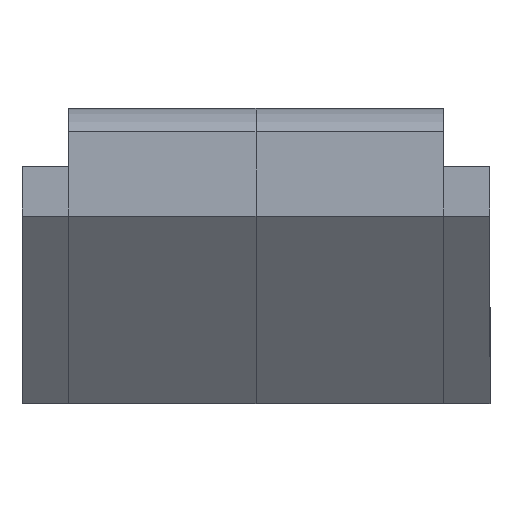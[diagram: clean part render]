
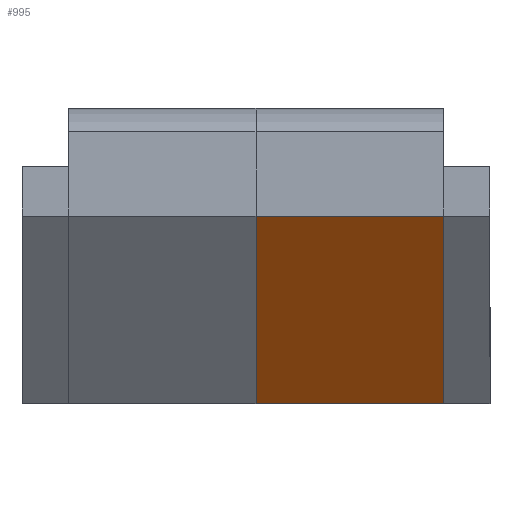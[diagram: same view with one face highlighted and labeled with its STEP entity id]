
A CAD part, left-side view. The second image highlights one B-rep face of the part: STEP entity #995.
In plain terms, the highlighted planar face has unit normal (-0.342, 0, -0.94).
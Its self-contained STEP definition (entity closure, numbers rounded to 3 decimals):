
#202 = PLANE('',#203);
#203 = AXIS2_PLACEMENT_3D('',#204,#205,#206);
#204 = CARTESIAN_POINT('',(-15.,0.,0.));
#205 = DIRECTION('',(1.,0.,0.));
#206 = DIRECTION('',(0.,0.,-1.));
#256 = PLANE('',#257);
#257 = AXIS2_PLACEMENT_3D('',#258,#259,#260);
#258 = CARTESIAN_POINT('',(-12.,-4.,0.));
#259 = DIRECTION('',(0.,1.,0.));
#260 = DIRECTION('',(0.,0.,1.));
#410 = VERTEX_POINT('',#411);
#411 = CARTESIAN_POINT('',(-15.,-4.,-1.8));
#432 = EDGE_CURVE('',#433,#410,#435,.T.);
#433 = VERTEX_POINT('',#434);
#434 = CARTESIAN_POINT('',(-15.,0.,-1.8));
#435 = SURFACE_CURVE('',#436,(#440,#447),.PCURVE_S1.);
#436 = LINE('',#437,#438);
#437 = CARTESIAN_POINT('',(-15.,0.,-1.8));
#438 = VECTOR('',#439,1.);
#439 = DIRECTION('',(0.,-1.,0.));
#440 = PCURVE('',#202,#441);
#441 = DEFINITIONAL_REPRESENTATION('',(#442),#446);
#442 = LINE('',#443,#444);
#443 = CARTESIAN_POINT('',(1.8,0.));
#444 = VECTOR('',#445,1.);
#445 = DIRECTION('',(0.,-1.));
#446 = ( GEOMETRIC_REPRESENTATION_CONTEXT(2) 
PARAMETRIC_REPRESENTATION_CONTEXT() REPRESENTATION_CONTEXT('2D SPACE',''
  ) );
#447 = PCURVE('',#448,#453);
#448 = PLANE('',#449);
#449 = AXIS2_PLACEMENT_3D('',#450,#451,#452);
#450 = CARTESIAN_POINT('',(-15.,0.,-1.8));
#451 = DIRECTION('',(0.342,0.,0.94));
#452 = DIRECTION('',(0.94,0.,-0.342)
  );
#453 = DEFINITIONAL_REPRESENTATION('',(#454),#458);
#454 = LINE('',#455,#456);
#455 = CARTESIAN_POINT('',(0.,0.));
#456 = VECTOR('',#457,1.);
#457 = DIRECTION('',(0.,-1.));
#458 = ( GEOMETRIC_REPRESENTATION_CONTEXT(2) 
PARAMETRIC_REPRESENTATION_CONTEXT() REPRESENTATION_CONTEXT('2D SPACE',''
  ) );
#489 = VERTEX_POINT('',#490);
#490 = CARTESIAN_POINT('',(-4.,-4.,-5.804));
#504 = PLANE('',#505);
#505 = AXIS2_PLACEMENT_3D('',#506,#507,#508);
#506 = CARTESIAN_POINT('',(-4.,0.,-5.804));
#507 = DIRECTION('',(0.,0.,1.));
#508 = DIRECTION('',(1.,0.,0.));
#516 = EDGE_CURVE('',#410,#489,#517,.T.);
#517 = SURFACE_CURVE('',#518,(#522,#529),.PCURVE_S1.);
#518 = LINE('',#519,#520);
#519 = CARTESIAN_POINT('',(-15.,-4.,-1.8));
#520 = VECTOR('',#521,1.);
#521 = DIRECTION('',(0.94,0.,-0.342)
  );
#522 = PCURVE('',#256,#523);
#523 = DEFINITIONAL_REPRESENTATION('',(#524),#528);
#524 = LINE('',#525,#526);
#525 = CARTESIAN_POINT('',(-1.8,-3.));
#526 = VECTOR('',#527,1.);
#527 = DIRECTION('',(-0.342,0.94));
#528 = ( GEOMETRIC_REPRESENTATION_CONTEXT(2) 
PARAMETRIC_REPRESENTATION_CONTEXT() REPRESENTATION_CONTEXT('2D SPACE',''
  ) );
#529 = PCURVE('',#448,#530);
#530 = DEFINITIONAL_REPRESENTATION('',(#531),#535);
#531 = LINE('',#532,#533);
#532 = CARTESIAN_POINT('',(0.,-4.));
#533 = VECTOR('',#534,1.);
#534 = DIRECTION('',(1.,0.));
#535 = ( GEOMETRIC_REPRESENTATION_CONTEXT(2) 
PARAMETRIC_REPRESENTATION_CONTEXT() REPRESENTATION_CONTEXT('2D SPACE',''
  ) );
#984 = PLANE('',#985);
#985 = AXIS2_PLACEMENT_3D('',#986,#987,#988);
#986 = CARTESIAN_POINT('',(-15.,0.,-1.8));
#987 = DIRECTION('',(0.342,0.,0.94)
  );
#988 = DIRECTION('',(-0.94,0.,0.342)
  );
#995 = ADVANCED_FACE('',(#996),#448,.F.);
#996 = FACE_BOUND('',#997,.F.);
#997 = EDGE_LOOP('',(#998,#999,#1000,#1023));
#998 = ORIENTED_EDGE('',*,*,#432,.T.);
#999 = ORIENTED_EDGE('',*,*,#516,.T.);
#1000 = ORIENTED_EDGE('',*,*,#1001,.F.);
#1001 = EDGE_CURVE('',#1002,#489,#1004,.T.);
#1002 = VERTEX_POINT('',#1003);
#1003 = CARTESIAN_POINT('',(-4.,0.,-5.804));
#1004 = SURFACE_CURVE('',#1005,(#1009,#1016),.PCURVE_S1.);
#1005 = LINE('',#1006,#1007);
#1006 = CARTESIAN_POINT('',(-4.,0.,-5.804));
#1007 = VECTOR('',#1008,1.);
#1008 = DIRECTION('',(0.,-1.,0.));
#1009 = PCURVE('',#448,#1010);
#1010 = DEFINITIONAL_REPRESENTATION('',(#1011),#1015);
#1011 = LINE('',#1012,#1013);
#1012 = CARTESIAN_POINT('',(11.706,0.));
#1013 = VECTOR('',#1014,1.);
#1014 = DIRECTION('',(0.,-1.));
#1015 = ( GEOMETRIC_REPRESENTATION_CONTEXT(2) 
PARAMETRIC_REPRESENTATION_CONTEXT() REPRESENTATION_CONTEXT('2D SPACE',''
  ) );
#1016 = PCURVE('',#504,#1017);
#1017 = DEFINITIONAL_REPRESENTATION('',(#1018),#1022);
#1018 = LINE('',#1019,#1020);
#1019 = CARTESIAN_POINT('',(0.,0.));
#1020 = VECTOR('',#1021,1.);
#1021 = DIRECTION('',(0.,-1.));
#1022 = ( GEOMETRIC_REPRESENTATION_CONTEXT(2) 
PARAMETRIC_REPRESENTATION_CONTEXT() REPRESENTATION_CONTEXT('2D SPACE',''
  ) );
#1023 = ORIENTED_EDGE('',*,*,#1024,.F.);
#1024 = EDGE_CURVE('',#433,#1002,#1025,.T.);
#1025 = SURFACE_CURVE('',#1026,(#1030,#1037),.PCURVE_S1.);
#1026 = LINE('',#1027,#1028);
#1027 = CARTESIAN_POINT('',(-15.,0.,-1.8));
#1028 = VECTOR('',#1029,1.);
#1029 = DIRECTION('',(0.94,0.,-0.342)
  );
#1030 = PCURVE('',#448,#1031);
#1031 = DEFINITIONAL_REPRESENTATION('',(#1032),#1036);
#1032 = LINE('',#1033,#1034);
#1033 = CARTESIAN_POINT('',(0.,0.));
#1034 = VECTOR('',#1035,1.);
#1035 = DIRECTION('',(1.,0.));
#1036 = ( GEOMETRIC_REPRESENTATION_CONTEXT(2) 
PARAMETRIC_REPRESENTATION_CONTEXT() REPRESENTATION_CONTEXT('2D SPACE',''
  ) );
#1037 = PCURVE('',#984,#1038);
#1038 = DEFINITIONAL_REPRESENTATION('',(#1039),#1042);
#1039 = B_SPLINE_CURVE_WITH_KNOTS('',1,(#1040,#1041),.UNSPECIFIED.,.F.,
  .F.,(2,2),(0.,11.706),.PIECEWISE_BEZIER_KNOTS.);
#1040 = CARTESIAN_POINT('',(0.,0.));
#1041 = CARTESIAN_POINT('',(-11.706,0.));
#1042 = ( GEOMETRIC_REPRESENTATION_CONTEXT(2) 
PARAMETRIC_REPRESENTATION_CONTEXT() REPRESENTATION_CONTEXT('2D SPACE',''
  ) );
